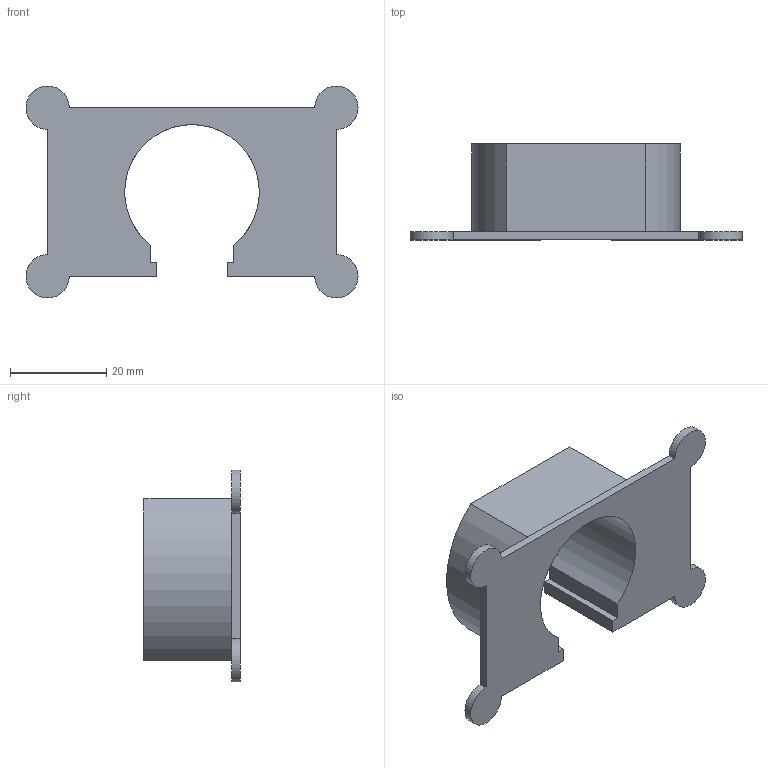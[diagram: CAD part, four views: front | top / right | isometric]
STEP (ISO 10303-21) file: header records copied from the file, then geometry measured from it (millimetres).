
FILE_DESCRIPTION(/* description */ ('Unknown'),/* implementation_level */ '2;1');
FILE_NAME(/* name */ 'Mount02',/* time_stamp */ '2023-04-18T13:44:38+01:00',/* author */ ('Unknown'),/* organization */ ('Unknown'),/* preprocessor_version */ 'ST-DEVELOPER v18.102',/* originating_system */ 'Solid Edge',/* authorisation */ 'Unknown');
FILE_SCHEMA (('AUTOMOTIVE_DESIGN {1 0 10303 214 3 1 1}'));
Length unit declared in the file: millimetre
Products named in the file (1): Mount02
Bounding box: 69 x 19.98 x 44 mm (x, y, z)
Volume: 13711.8 mm3; surface area: 7471.8 mm2
Topology: 1 solids, 1 shells, 34 faces, 92 edges, 62 vertices
Faces by surface type: plane 23, cylinder 11
Full cylindrical faces by diameter (mm): 4.2 x2
Entity records: 1080 total; most frequent: DIRECTION 184, CARTESIAN_POINT 183, ORIENTED_EDGE 176, EDGE_CURVE 88, LINE 62, VECTOR 62, AXIS2_PLACEMENT_3D 61, VERTEX_POINT 60
